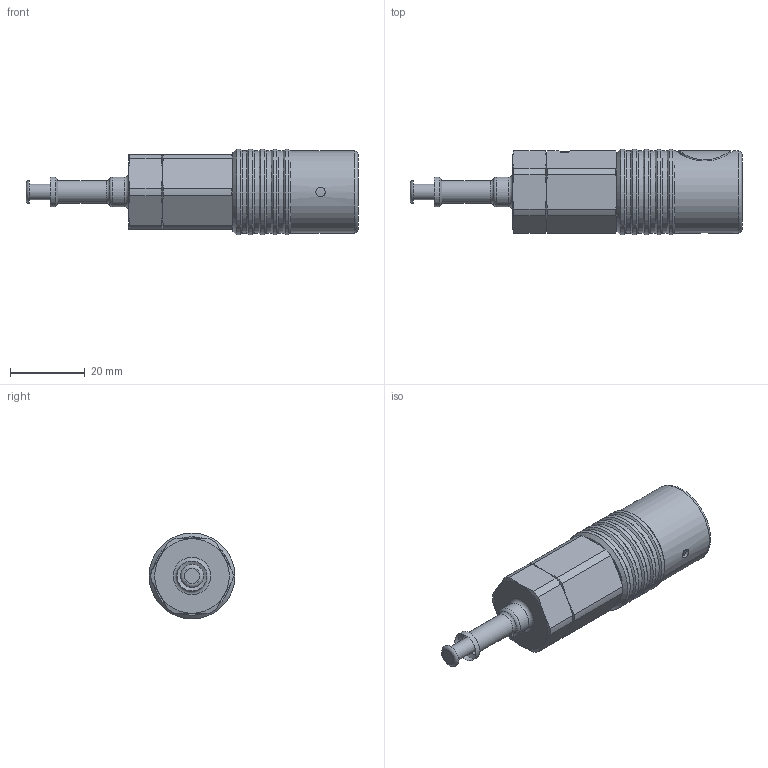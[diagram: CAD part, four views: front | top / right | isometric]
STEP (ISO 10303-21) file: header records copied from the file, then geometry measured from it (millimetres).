
FILE_DESCRIPTION(/* description */ (''),/* implementation_level */ '2;1');
FILE_NAME(/* name */ '18KPTF06APX.stp',/* time_stamp */ '2020-02-20T15:50:21+01:00',/* author */ ('IA176480'),/* organization */ (''),/* preprocessor_version */ 'ST-DEVELOPER v17',/* originating_system */ 'Autodesk Inventor 2019',/* authorisation */ '');
FILE_SCHEMA (('CONFIG_CONTROL_DESIGN'));
Length unit declared in the file: millimetre
Products named in the file (1): 18KPTF06APX
Bounding box: 88.9 x 23 x 23 mm (x, y, z)
Volume: 30811.6 mm3; surface area: 19710.7 mm2
Topology: 27 solids, 27 shells, 300 faces, 786 edges, 528 vertices
Faces by surface type: cylinder 103, plane 95, cone 63, torus 15, sphere 14, bspline 10
Full cylindrical faces by diameter (mm): 2.5 x1, 3.5 x1, 4 x12, 4.235 x1, 5.5 x1, 6 x1, 6.156 x1, 6.8 x1, 7 x1, 8 x2, 8.5 x1, 8.7 x2, 10.1 x1, 10.4 x1, 10.5 x1, 11 x4, 11.1 x2, 12 x1, 12.9 x1, 13.2 x1, 13.95 x1, 14.05 x1, 14.3 x1, 15.8 x1, 16 x1, 17.529 x1, 18.2 x1, 18.5 x2, 18.6 x1, 18.75 x6
Entity records: 17887 total; most frequent: CARTESIAN_POINT 10610, DIRECTION 1528, ORIENTED_EDGE 1512, EDGE_CURVE 756, AXIS2_PLACEMENT_3D 652, VERTEX_POINT 528, CIRCLE 357, EDGE_LOOP 336
